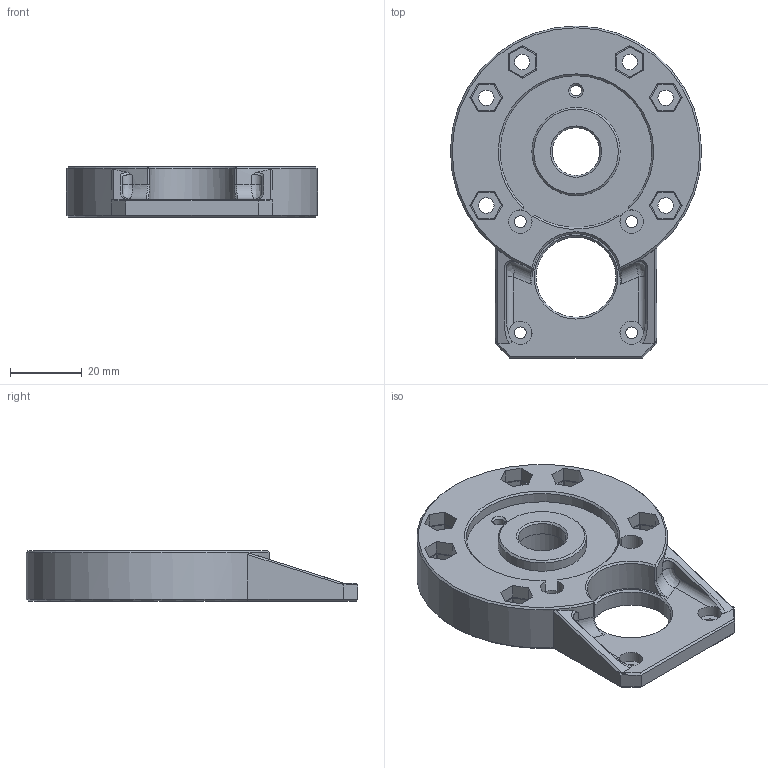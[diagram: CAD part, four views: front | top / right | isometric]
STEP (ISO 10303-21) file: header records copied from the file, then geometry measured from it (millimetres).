
FILE_DESCRIPTION(/* description */ (''),/* implementation_level */ '2;1');
FILE_NAME(/* name */ 'socket_ipt_3493b8b2.STEP',/* time_stamp */ '2024-03-27T20:42:15+02:00',/* author */ ('peter'),/* organization */ (''),/* preprocessor_version */ 'ST-DEVELOPER v18.1',/* originating_system */ 'Autodesk Inventor 2021',/* authorisation */ '');
FILE_SCHEMA (('AUTOMOTIVE_DESIGN { 1 0 10303 214 3 1 1 }'));
Length unit declared in the file: millimetre
Products named in the file (1): socket
Bounding box: 70 x 92.5 x 14 mm (x, y, z)
Volume: 46611.9 mm3; surface area: 16184 mm2
Topology: 1 solids, 1 shells, 265 faces, 709 edges, 461 vertices
Faces by surface type: plane 129, cylinder 101, cone 21, bspline 12, torus 2
Full cylindrical faces by diameter (mm): 3 x1, 3.3 x4, 4.3 x6, 6.5 x4, 13.3 x1, 15.3 x1, 22.3 x1, 24.6 x1
Entity records: 9041 total; most frequent: CARTESIAN_POINT 2228, ORIENTED_EDGE 1418, DIRECTION 1406, EDGE_CURVE 709, AXIS2_PLACEMENT_3D 488, VERTEX_POINT 461, LINE 430, VECTOR 430
